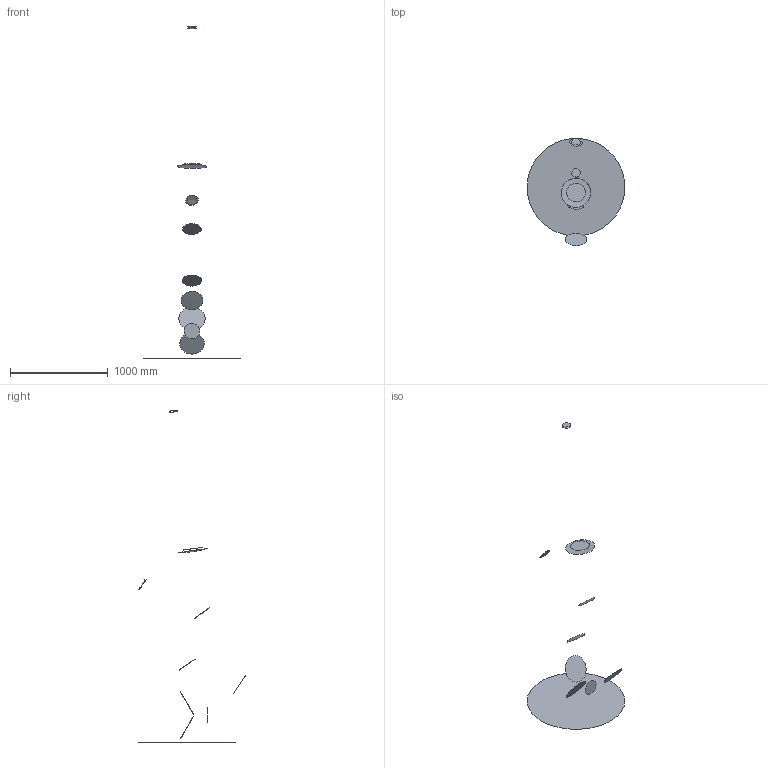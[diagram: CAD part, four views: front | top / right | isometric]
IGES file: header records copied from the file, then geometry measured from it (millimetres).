
Global section: file name: KNGAO_100mmpupil_120arcsecRelay_100218_v1_gutrays_config0010.IGS; native system: HarmonyWare Translators; preprocessor: HarmonyWare IGES v1.7.2; date: 20100219.072312; units: millimetre
Bounding box: 1000 x 1097.13 x 3398.15 mm (x, y, z)
Surface area: 1144909.7 mm2 (no closed solid volume)
Topology: 0 solids, 13 shells, 13 faces, 52 edges, 75 vertices
Faces by surface type: bspline 13
